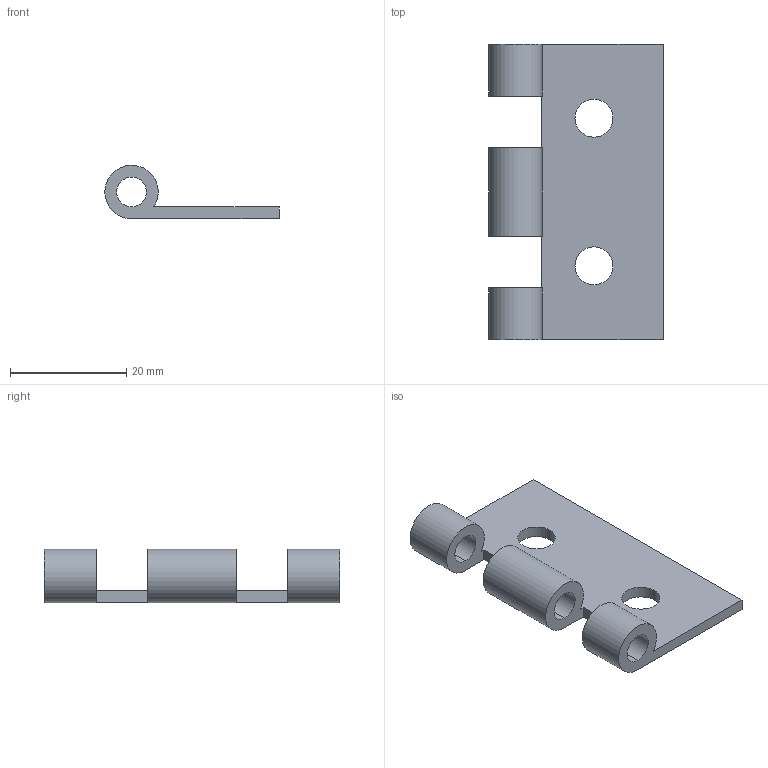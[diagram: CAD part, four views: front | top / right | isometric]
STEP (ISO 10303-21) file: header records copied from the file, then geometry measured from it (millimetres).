
FILE_DESCRIPTION (( 'STEP AP203' ), '1' );
FILE_NAME ('655083a.SLDPRT.step', '2003-10-13T11:35:35', ( 'Jerry Winters' ), ( 'GoEngineer' ), 'SwSTEP 2.0', 'SolidWorks 2003174', '' );
FILE_SCHEMA (( 'CONFIG_CONTROL_DESIGN' ));
Length unit declared in the file: inch
Products named in the file (1): 655083a.SLDPRT
Bounding box: 30 x 50.8 x 9.19 mm (x, y, z)
Volume: 3652.5 mm3; surface area: 4101.8 mm2
Topology: 1 solids, 1 shells, 24 faces, 66 edges, 44 vertices
Faces by surface type: cylinder 13, plane 11
Entity records: 875 total; most frequent: DIRECTION 142, CARTESIAN_POINT 135, ORIENTED_EDGE 132, EDGE_CURVE 66, AXIS2_PLACEMENT_3D 51, VERTEX_POINT 44, LINE 40, VECTOR 40
